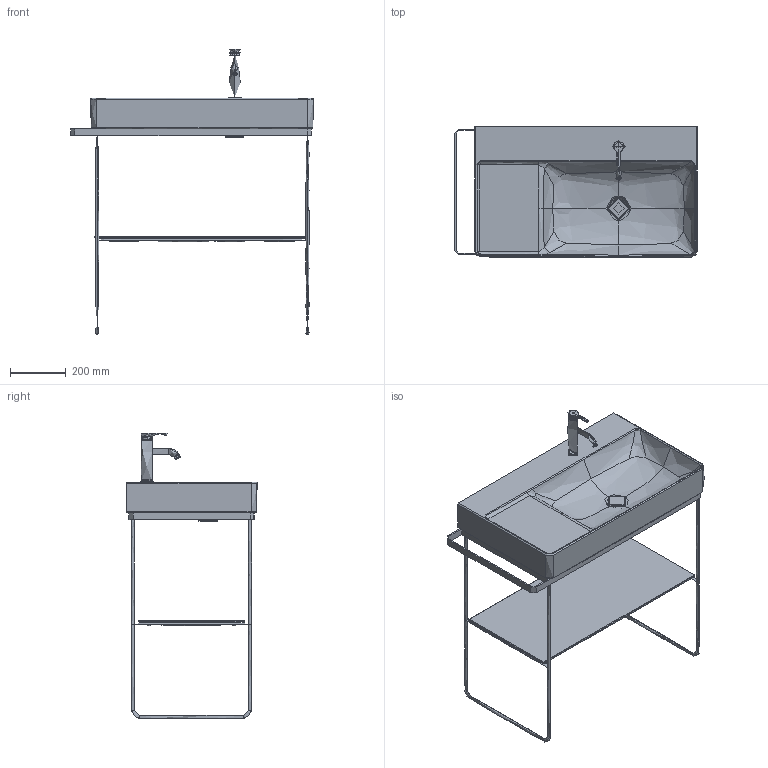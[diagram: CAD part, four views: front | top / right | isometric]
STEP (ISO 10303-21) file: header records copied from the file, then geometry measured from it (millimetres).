
FILE_DESCRIPTION(/* description */ (''),/* implementation_level */ '2;1');
FILE_NAME(/* name */ '234980_003111',/* time_stamp */ '2019-02-21T12:06:44+01:00',/* author */ (''),/* organization */ (''),/* preprocessor_version */ 'ST-DEVELOPER v15',/* originating_system */ '',/* authorisation */ '');
FILE_SCHEMA (('AUTOMOTIVE_DESIGN'));
Products named in the file (1): Document
Bounding box: 871.89 x 469.3 x 1025.45 mm (x, y, z)
Volume: 2772411.3 mm3; surface area: 2344858.3 mm2
Topology: 10 solids, 29 shells, 902 faces, 2187 edges, 1300 vertices
Faces by surface type: bspline 902
Entity records: 128543 total; most frequent: CARTESIAN_POINT 102035, B_SPLINE_CURVE_WITH_KNOTS 5016, ORIENTED_EDGE 4202, PCURVE 4202, DEFINITIONAL_REPRESENTATION 4202, SURFACE_CURVE 2155, EDGE_CURVE 2155, VERTEX_POINT 1300
